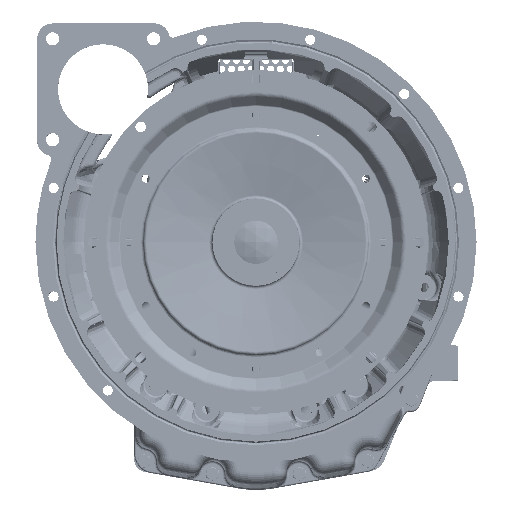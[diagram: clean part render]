
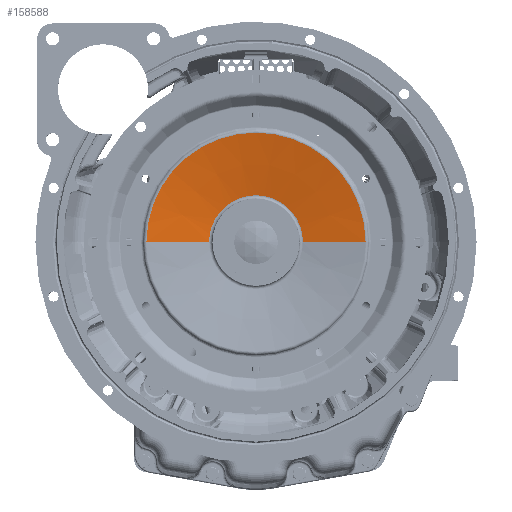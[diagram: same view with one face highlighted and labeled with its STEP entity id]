
A CAD part, top view. The second image highlights one B-rep face of the part: STEP entity #158588.
In plain terms, the highlighted conical face has half-angle 79.5 degrees and reference radius 48.047 mm.
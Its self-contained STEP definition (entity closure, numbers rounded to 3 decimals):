
#75 = EDGE_CURVE ( 'NONE', #136959, #136957, #105055, .T. ) ;
#25872 = CARTESIAN_POINT ( 'NONE',  ( 48.047, 0., 118.984 ) ) ;
#25876 = CARTESIAN_POINT ( 'NONE',  ( -48.047, 0., 118.984 ) ) ;
#25878 = CARTESIAN_POINT ( 'NONE',  ( -112.007, 0., 130.839 ) ) ;
#25881 = CARTESIAN_POINT ( 'NONE',  ( 112.007, 0., 130.839 ) ) ;
#59909 = VECTOR ( 'NONE', #91067, 1000. ) ;
#59927 = LINE ( 'NONE', #91027, #59929 ) ;
#59929 = VECTOR ( 'NONE', #91029, 1000. ) ;
#59946 = LINE ( 'NONE', #91050, #59909 ) ;
#59964 = CIRCLE ( 'NONE', #221327, 112.007 ) ;
#82487 = CARTESIAN_POINT ( 'NONE',  ( 0., 0., 118.984 ) ) ;
#82496 = DIRECTION ( 'NONE',  ( 0., 0., -1. ) ) ;
#82499 = DIRECTION ( 'NONE',  ( -1., 0., 0. ) ) ;
#90029 = FACE_OUTER_BOUND ( 'NONE', #111150, .T. ) ;
#90041 = CONICAL_SURFACE ( 'NONE', #94238, 48.047, 1.388 ) ;
#91027 = CARTESIAN_POINT ( 'NONE',  ( -48.047, 0., 118.984 ) ) ;
#91029 = DIRECTION ( 'NONE',  ( -0.983, 0., 0.182 ) ) ;
#91050 = CARTESIAN_POINT ( 'NONE',  ( 48.047, 0., 118.984 ) ) ;
#91067 = DIRECTION ( 'NONE',  ( 0.983, 0., 0.182 ) ) ;
#91095 = CARTESIAN_POINT ( 'NONE',  ( 0., 0., 130.839 ) ) ;
#91099 = DIRECTION ( 'NONE',  ( 0., 0., -1. ) ) ;
#91102 = DIRECTION ( 'NONE',  ( -1., 0., 0. ) ) ;
#94238 = AXIS2_PLACEMENT_3D ( 'NONE', #97358, #97350, #97348 ) ;
#97348 = DIRECTION ( 'NONE',  ( 1., 0., 0. ) ) ;
#97350 = DIRECTION ( 'NONE',  ( 0., 0., 1. ) ) ;
#97358 = CARTESIAN_POINT ( 'NONE',  ( 0., 0., 118.984 ) ) ;
#105055 = CIRCLE ( 'NONE', #113208, 48.047 ) ;
#111150 = EDGE_LOOP ( 'NONE', ( #140997, #141000, #141004, #141008 ) ) ;
#113208 = AXIS2_PLACEMENT_3D ( 'NONE', #82487, #82496, #82499 ) ;
#136957 = VERTEX_POINT ( 'NONE', #25872 ) ;
#136959 = VERTEX_POINT ( 'NONE', #25876 ) ;
#136961 = VERTEX_POINT ( 'NONE', #25878 ) ;
#136963 = VERTEX_POINT ( 'NONE', #25881 ) ;
#140997 = ORIENTED_EDGE ( 'NONE', *, *, #265349, .F. ) ;
#141000 = ORIENTED_EDGE ( 'NONE', *, *, #75, .T. ) ;
#141004 = ORIENTED_EDGE ( 'NONE', *, *, #265354, .T. ) ;
#141008 = ORIENTED_EDGE ( 'NONE', *, *, #265358, .F. ) ;
#158588 = ADVANCED_FACE ( 'NONE', ( #90029 ), #90041, .F. ) ;
#221327 = AXIS2_PLACEMENT_3D ( 'NONE', #91095, #91099, #91102 ) ;
#265349 = EDGE_CURVE ( 'NONE', #136959, #136961, #59927, .T. ) ;
#265354 = EDGE_CURVE ( 'NONE', #136957, #136963, #59946, .T. ) ;
#265358 = EDGE_CURVE ( 'NONE', #136961, #136963, #59964, .T. ) ;
